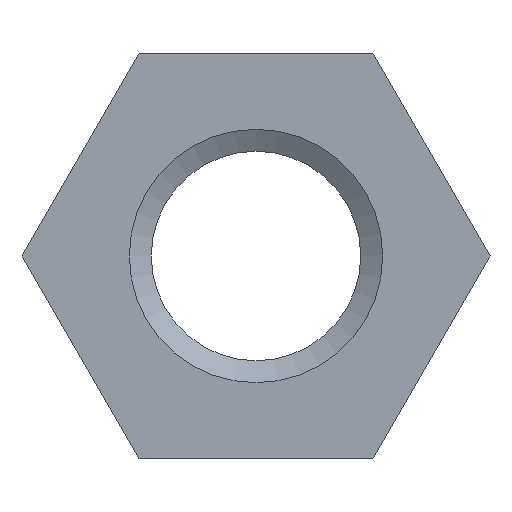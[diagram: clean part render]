
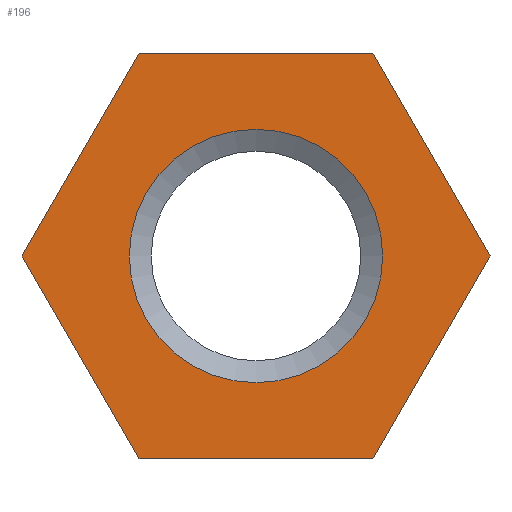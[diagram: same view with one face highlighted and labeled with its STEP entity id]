
A CAD part, left-side view. The second image highlights one B-rep face of the part: STEP entity #196.
In plain terms, the highlighted planar face has unit normal (-1, 0, 0).
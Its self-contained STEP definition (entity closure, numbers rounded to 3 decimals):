
#15=FACE_BOUND('',#40,.T.);
#17=PLANE('',#234);
#28=FACE_OUTER_BOUND('',#39,.T.);
#39=EDGE_LOOP('',(#149,#150,#151,#152,#153,#154));
#40=EDGE_LOOP('',(#155));
#52=LINE('',#315,#73);
#53=LINE('',#317,#74);
#54=LINE('',#319,#75);
#55=LINE('',#321,#76);
#56=LINE('',#323,#77);
#57=LINE('',#324,#78);
#73=VECTOR('',#262,10.);
#74=VECTOR('',#263,10.);
#75=VECTOR('',#264,10.);
#76=VECTOR('',#265,10.);
#77=VECTOR('',#266,10.);
#78=VECTOR('',#267,10.);
#92=CIRCLE('',#229,2.5);
#97=VERTEX_POINT('',#301);
#101=VERTEX_POINT('',#313);
#102=VERTEX_POINT('',#314);
#103=VERTEX_POINT('',#316);
#104=VERTEX_POINT('',#318);
#105=VERTEX_POINT('',#320);
#106=VERTEX_POINT('',#322);
#114=EDGE_CURVE('',#97,#97,#92,.T.);
#120=EDGE_CURVE('',#101,#102,#52,.T.);
#121=EDGE_CURVE('',#102,#103,#53,.T.);
#122=EDGE_CURVE('',#103,#104,#54,.T.);
#123=EDGE_CURVE('',#104,#105,#55,.T.);
#124=EDGE_CURVE('',#105,#106,#56,.T.);
#125=EDGE_CURVE('',#106,#101,#57,.T.);
#149=ORIENTED_EDGE('',*,*,#120,.T.);
#150=ORIENTED_EDGE('',*,*,#121,.T.);
#151=ORIENTED_EDGE('',*,*,#122,.T.);
#152=ORIENTED_EDGE('',*,*,#123,.T.);
#153=ORIENTED_EDGE('',*,*,#124,.T.);
#154=ORIENTED_EDGE('',*,*,#125,.T.);
#155=ORIENTED_EDGE('',*,*,#114,.F.);
#196=ADVANCED_FACE('',(#28,#15),#17,.F.);
#229=AXIS2_PLACEMENT_3D('',#302,#248,#249);
#234=AXIS2_PLACEMENT_3D('',#312,#260,#261);
#248=DIRECTION('center_axis',(-1.,0.,0.));
#249=DIRECTION('ref_axis',(0.,0.,-1.));
#260=DIRECTION('center_axis',(1.,0.,0.));
#261=DIRECTION('ref_axis',(0.,0.,-1.));
#262=DIRECTION('',(0.,-1.,0.));
#263=DIRECTION('',(0.,-0.5,0.866));
#264=DIRECTION('',(0.,0.5,0.866));
#265=DIRECTION('',(0.,1.,0.));
#266=DIRECTION('',(0.,0.5,-0.866));
#267=DIRECTION('',(0.,-0.5,-0.866));
#301=CARTESIAN_POINT('',(0.,0.,2.5));
#302=CARTESIAN_POINT('Origin',(0.,0.,0.));
#312=CARTESIAN_POINT('Origin',(0.,0.,0.));
#313=CARTESIAN_POINT('',(0.,2.309,-4.));
#314=CARTESIAN_POINT('',(0.,-2.309,-4.));
#315=CARTESIAN_POINT('',(0.,2.309,-4.));
#316=CARTESIAN_POINT('',(0.,-4.619,0.));
#317=CARTESIAN_POINT('',(0.,-2.309,-4.));
#318=CARTESIAN_POINT('',(0.,-2.309,4.));
#319=CARTESIAN_POINT('',(0.,-4.619,0.));
#320=CARTESIAN_POINT('',(0.,2.309,4.));
#321=CARTESIAN_POINT('',(0.,-2.309,4.));
#322=CARTESIAN_POINT('',(0.,4.619,0.));
#323=CARTESIAN_POINT('',(0.,2.309,4.));
#324=CARTESIAN_POINT('',(0.,4.619,0.));
